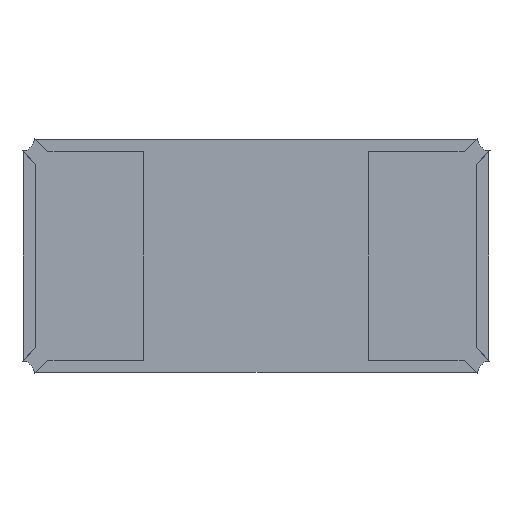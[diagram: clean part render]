
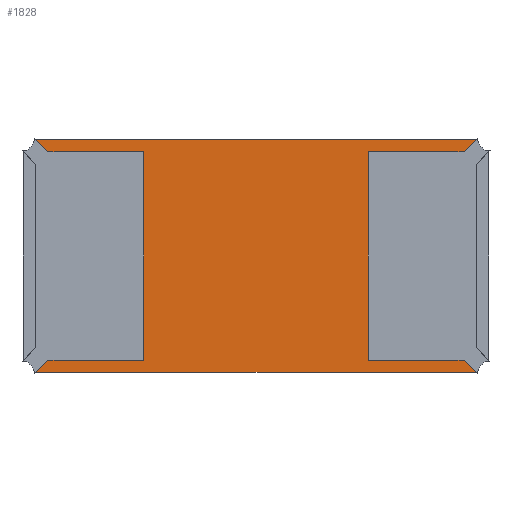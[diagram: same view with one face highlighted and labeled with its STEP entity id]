
A CAD part, front view. The second image highlights one B-rep face of the part: STEP entity #1828.
In plain terms, the highlighted planar face has unit normal (0, -1, 0).
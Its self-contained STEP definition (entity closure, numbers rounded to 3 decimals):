
#13 = CARTESIAN_POINT ( 'NONE',  ( -0.663, 0.02, -0.798 ) ) ;
#23 = DIRECTION ( 'NONE',  ( 0., 0., 1. ) ) ;
#115 = CARTESIAN_POINT ( 'NONE',  ( -0.83, 0.02, -0.798 ) ) ;
#117 = LINE ( 'NONE', #1133, #1639 ) ;
#118 = LINE ( 'NONE', #2290, #1247 ) ;
#129 = VECTOR ( 'NONE', #804, 1000. ) ;
#130 = LINE ( 'NONE', #1423, #1328 ) ;
#143 = CARTESIAN_POINT ( 'NONE',  ( -0.663, 0.02, 0.542 ) ) ;
#156 = ORIENTED_EDGE ( 'NONE', *, *, #2366, .T. ) ;
#162 = VECTOR ( 'NONE', #474, 1000. ) ;
#195 = EDGE_LOOP ( 'NONE', ( #2305, #156, #1538, #526, #839, #772, #2414, #409, #410, #310, #1820, #2497 ) ) ;
#217 = CARTESIAN_POINT ( 'NONE',  ( -0.743, 0.02, 0.622 ) ) ;
#243 = LINE ( 'NONE', #1569, #2564 ) ;
#256 = EDGE_CURVE ( 'NONE', #2221, #1892, #130, .T. ) ;
#294 = VECTOR ( 'NONE', #486, 1000. ) ;
#310 = ORIENTED_EDGE ( 'NONE', *, *, #1409, .T. ) ;
#370 = FACE_OUTER_BOUND ( 'NONE', #195, .T. ) ;
#404 = VECTOR ( 'NONE', #23, 1000. ) ;
#409 = ORIENTED_EDGE ( 'NONE', *, *, #1103, .T. ) ;
#410 = ORIENTED_EDGE ( 'NONE', *, *, #1165, .T. ) ;
#453 = EDGE_CURVE ( 'NONE', #1821, #2187, #117, .T. ) ;
#474 = DIRECTION ( 'NONE',  ( -0.707, 0., -0.707 ) ) ;
#486 = DIRECTION ( 'NONE',  ( 1., 0., 0. ) ) ;
#505 = CARTESIAN_POINT ( 'NONE',  ( 1.399, 0.02, -0.798 ) ) ;
#526 = ORIENTED_EDGE ( 'NONE', *, *, #453, .T. ) ;
#617 = CARTESIAN_POINT ( 'NONE',  ( -0.045, 0.02, -0.798 ) ) ;
#636 = DIRECTION ( 'NONE',  ( 1., 0., 0. ) ) ;
#651 = VECTOR ( 'NONE', #2327, 1000. ) ;
#656 = VERTEX_POINT ( 'NONE', #143 ) ;
#659 = EDGE_CURVE ( 'NONE', #2503, #2894, #897, .T. ) ;
#768 = LINE ( 'NONE', #1592, #162 ) ;
#772 = ORIENTED_EDGE ( 'NONE', *, *, #2849, .T. ) ;
#804 = DIRECTION ( 'NONE',  ( -1., 0., 0. ) ) ;
#808 = CARTESIAN_POINT ( 'NONE',  ( -0.83, 0.02, -0.798 ) ) ;
#820 = VECTOR ( 'NONE', #2375, 1000. ) ;
#839 = ORIENTED_EDGE ( 'NONE', *, *, #1666, .T. ) ;
#842 = DIRECTION ( 'NONE',  ( 0., -1., 0. ) ) ;
#846 = VERTEX_POINT ( 'NONE', #505 ) ;
#897 = LINE ( 'NONE', #1490, #294 ) ;
#898 = EDGE_CURVE ( 'NONE', #2233, #2221, #1720, .T. ) ;
#927 = VECTOR ( 'NONE', #1570, 1000. ) ;
#1004 = CARTESIAN_POINT ( 'NONE',  ( -0.743, 0.02, -0.878 ) ) ;
#1103 = EDGE_CURVE ( 'NONE', #2894, #1606, #2713, .T. ) ;
#1133 = CARTESIAN_POINT ( 'NONE',  ( -0.045, 0.02, -0.629 ) ) ;
#1143 = DIRECTION ( 'NONE',  ( 1., 0., 0. ) ) ;
#1157 = CARTESIAN_POINT ( 'NONE',  ( 1.399, 0.02, -0.629 ) ) ;
#1165 = EDGE_CURVE ( 'NONE', #1606, #846, #2542, .T. ) ;
#1247 = VECTOR ( 'NONE', #1392, 1000. ) ;
#1273 = PLANE ( 'NONE',  #2292 ) ;
#1280 = CARTESIAN_POINT ( 'NONE',  ( 1.399, 0.02, 0.542 ) ) ;
#1293 = CARTESIAN_POINT ( 'NONE',  ( -0.83, 0.02, 0.542 ) ) ;
#1327 = CARTESIAN_POINT ( 'NONE',  ( 2.097, 0.02, 0.622 ) ) ;
#1328 = VECTOR ( 'NONE', #1417, 1000. ) ;
#1392 = DIRECTION ( 'NONE',  ( -1., 0., 0. ) ) ;
#1409 = EDGE_CURVE ( 'NONE', #846, #2233, #2724, .T. ) ;
#1417 = DIRECTION ( 'NONE',  ( 0.707, 0., 0.707 ) ) ;
#1423 = CARTESIAN_POINT ( 'NONE',  ( 2.017, 0.02, 0.542 ) ) ;
#1458 = EDGE_CURVE ( 'NONE', #1892, #1974, #118, .T. ) ;
#1490 = CARTESIAN_POINT ( 'NONE',  ( 0.677, 0.02, -0.878 ) ) ;
#1538 = ORIENTED_EDGE ( 'NONE', *, *, #2795, .T. ) ;
#1569 = CARTESIAN_POINT ( 'NONE',  ( -0.83, 0.02, 0.542 ) ) ;
#1570 = DIRECTION ( 'NONE',  ( -0.707, 0., 0.707 ) ) ;
#1592 = CARTESIAN_POINT ( 'NONE',  ( -0.663, 0.02, -0.798 ) ) ;
#1606 = VERTEX_POINT ( 'NONE', #2544 ) ;
#1639 = VECTOR ( 'NONE', #2253, 1000. ) ;
#1648 = CARTESIAN_POINT ( 'NONE',  ( -0.75, 0.02, 0.629 ) ) ;
#1666 = EDGE_CURVE ( 'NONE', #2187, #2876, #1937, .T. ) ;
#1720 = LINE ( 'NONE', #1293, #2839 ) ;
#1820 = ORIENTED_EDGE ( 'NONE', *, *, #898, .T. ) ;
#1821 = VERTEX_POINT ( 'NONE', #2179 ) ;
#1828 = ADVANCED_FACE ( 'NONE', ( #370 ), #1273, .T. ) ;
#1892 = VERTEX_POINT ( 'NONE', #1327 ) ;
#1937 = LINE ( 'NONE', #115, #129 ) ;
#1974 = VERTEX_POINT ( 'NONE', #217 ) ;
#2024 = CARTESIAN_POINT ( 'NONE',  ( 2.097, 0.02, -0.878 ) ) ;
#2179 = CARTESIAN_POINT ( 'NONE',  ( -0.045, 0.02, 0.542 ) ) ;
#2187 = VERTEX_POINT ( 'NONE', #617 ) ;
#2190 = CARTESIAN_POINT ( 'NONE',  ( -0.83, 0.02, -0.629 ) ) ;
#2221 = VERTEX_POINT ( 'NONE', #2630 ) ;
#2233 = VERTEX_POINT ( 'NONE', #1280 ) ;
#2253 = DIRECTION ( 'NONE',  ( 0., 0., -1. ) ) ;
#2290 = CARTESIAN_POINT ( 'NONE',  ( -0.743, 0.02, 0.622 ) ) ;
#2292 = AXIS2_PLACEMENT_3D ( 'NONE', #2190, #842, #2410 ) ;
#2305 = ORIENTED_EDGE ( 'NONE', *, *, #1458, .T. ) ;
#2327 = DIRECTION ( 'NONE',  ( 0.707, 0., -0.707 ) ) ;
#2366 = EDGE_CURVE ( 'NONE', #1974, #656, #2513, .T. ) ;
#2375 = DIRECTION ( 'NONE',  ( -1., 0., 0. ) ) ;
#2410 = DIRECTION ( 'NONE',  ( 0., 0., -1. ) ) ;
#2414 = ORIENTED_EDGE ( 'NONE', *, *, #659, .T. ) ;
#2497 = ORIENTED_EDGE ( 'NONE', *, *, #256, .T. ) ;
#2498 = CARTESIAN_POINT ( 'NONE',  ( 2.097, 0.02, -0.878 ) ) ;
#2503 = VERTEX_POINT ( 'NONE', #1004 ) ;
#2513 = LINE ( 'NONE', #1648, #651 ) ;
#2542 = LINE ( 'NONE', #808, #820 ) ;
#2544 = CARTESIAN_POINT ( 'NONE',  ( 2.017, 0.02, -0.798 ) ) ;
#2564 = VECTOR ( 'NONE', #1143, 1000. ) ;
#2630 = CARTESIAN_POINT ( 'NONE',  ( 2.017, 0.02, 0.542 ) ) ;
#2713 = LINE ( 'NONE', #2024, #927 ) ;
#2724 = LINE ( 'NONE', #1157, #404 ) ;
#2795 = EDGE_CURVE ( 'NONE', #656, #1821, #243, .T. ) ;
#2839 = VECTOR ( 'NONE', #636, 1000. ) ;
#2849 = EDGE_CURVE ( 'NONE', #2876, #2503, #768, .T. ) ;
#2876 = VERTEX_POINT ( 'NONE', #13 ) ;
#2894 = VERTEX_POINT ( 'NONE', #2498 ) ;
